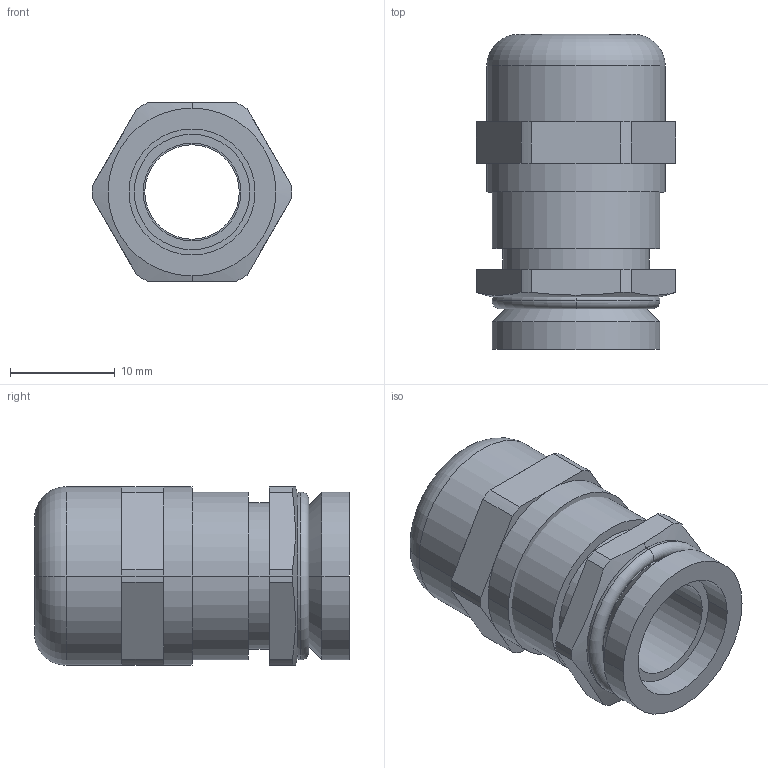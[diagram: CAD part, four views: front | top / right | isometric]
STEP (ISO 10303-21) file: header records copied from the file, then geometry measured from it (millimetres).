
FILE_DESCRIPTION (( 'STEP AP214' ), '1' );
FILE_NAME ('2086024.stp', '2020-01-09T14:46:50', ( '' ), ( '' ), 'SwSTEP 2.0', 'SolidWorks 2018', '' );
FILE_SCHEMA (( 'AUTOMOTIVE_DESIGN' ));
Length unit declared in the file: millimetre
Products named in the file (6): 012279_M16 2086207; EV743_M16; 012463_M16 2086165; 011359_M16 2086024; 2086024; 011344_M16 2086165
Assembly tree (5 placements, depth 2):
  2086024
    011359_M16 2086024
    EV743_M16
    012279_M16 2086207
    012463_M16 2086165
    011344_M16 2086165
Bounding box: 19 x 30 x 17 mm (x, y, z)
Volume: 3888.7 mm3; surface area: 6308.3 mm2
Topology: 5 solids, 5 shells, 102 faces, 234 edges, 144 vertices
Faces by surface type: cylinder 42, plane 36, cone 16, torus 8
Entity records: 3196 total; most frequent: DIRECTION 572, CARTESIAN_POINT 520, ORIENTED_EDGE 468, AXIS2_PLACEMENT_3D 236, EDGE_CURVE 234, VERTEX_POINT 144, CIRCLE 126, EDGE_LOOP 114
